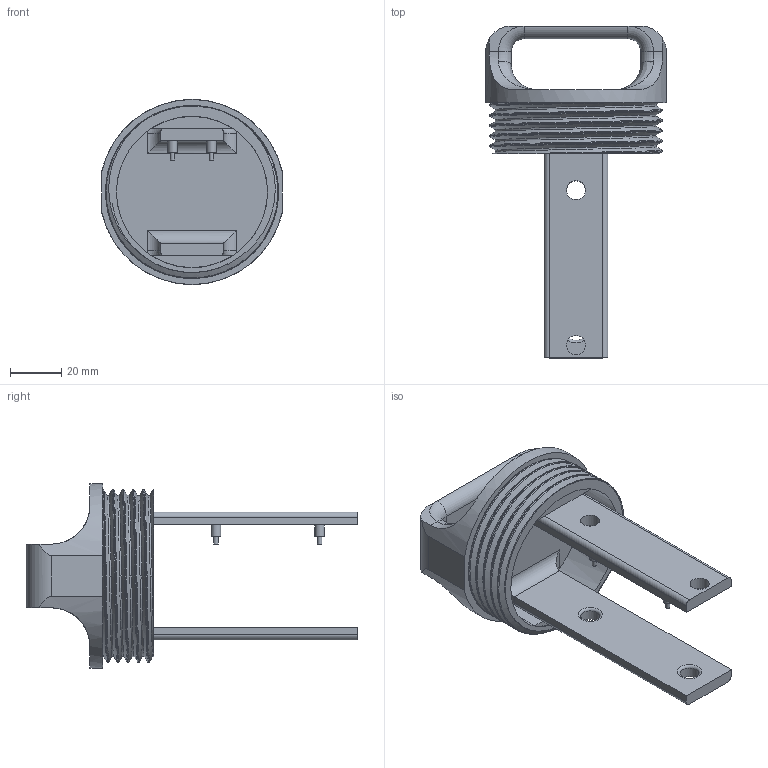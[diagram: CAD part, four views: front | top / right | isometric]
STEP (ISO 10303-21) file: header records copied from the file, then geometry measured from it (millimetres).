
FILE_DESCRIPTION(/* description */ (''),/* implementation_level */ '2;1');
FILE_NAME(/* name */ 'Rack v13.step',/* time_stamp */ '2023-09-28T22:45:16-04:00',/* author */ (''),/* organization */ (''),/* preprocessor_version */ 'ST-DEVELOPER v20',/* originating_system */ 'Autodesk Translation Framework v12.14.0.127',/* authorisation */ '');
FILE_SCHEMA (('AUTOMOTIVE_DESIGN { 1 0 10303 214 3 1 1 }'));
Length unit declared in the file: millimetre
Products named in the file (1): Rack
Bounding box: 70.71 x 130 x 72.5 mm (x, y, z)
Volume: 80834.4 mm3; surface area: 35301.5 mm2
Topology: 1 solids, 1 shells, 109 faces, 279 edges, 176 vertices
Faces by surface type: cylinder 49, plane 38, torus 14, bspline 8
Full cylindrical faces by diameter (mm): 1.7 x4, 3.7 x4, 7.5 x4, 59.2 x1, 63.126 x4, 67.703 x4
Entity records: 6025 total; most frequent: CARTESIAN_POINT 3389, ORIENTED_EDGE 550, DIRECTION 527, EDGE_CURVE 275, AXIS2_PLACEMENT_3D 210, VERTEX_POINT 176, EDGE_LOOP 127, FACE_OUTER_BOUND 109
